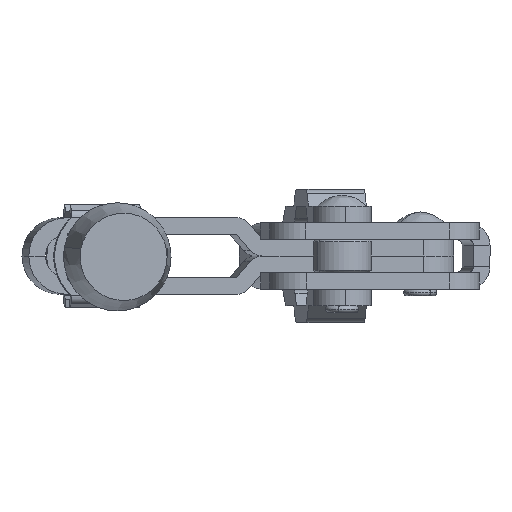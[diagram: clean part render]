
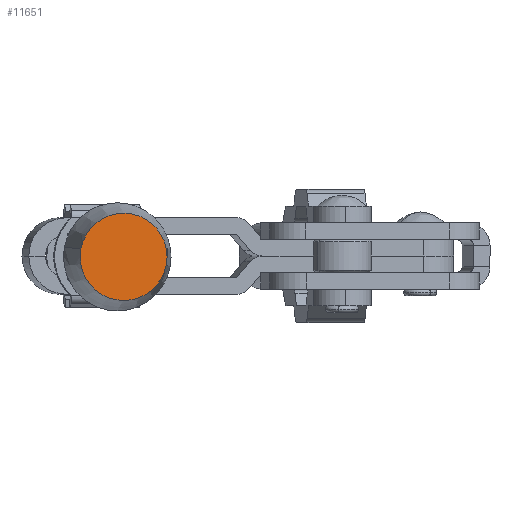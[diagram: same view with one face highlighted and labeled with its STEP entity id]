
A CAD part, front view. The second image highlights one B-rep face of the part: STEP entity #11651.
In plain terms, the highlighted face is planar.
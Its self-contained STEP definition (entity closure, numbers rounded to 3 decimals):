
#2115 = CARTESIAN_POINT ( 'NONE',  ( 0., 0., 7. ) ) ;
#2433 = VERTEX_POINT ( 'NONE', #5761 ) ;
#4522 = DIRECTION ( 'NONE',  ( 1., 0., 0. ) ) ;
#5271 = ORIENTED_EDGE ( 'NONE', *, *, #25366, .T. ) ;
#5657 = AXIS2_PLACEMENT_3D ( 'NONE', #2115, #18691, #4522 ) ;
#5761 = CARTESIAN_POINT ( 'NONE',  ( 5.25, 0., 7. ) ) ;
#7580 = CARTESIAN_POINT ( 'NONE',  ( 0., 0., 7. ) ) ;
#9206 = DIRECTION ( 'NONE',  ( 0., 0., 1. ) ) ;
#11651 = ADVANCED_FACE ( 'NONE', ( #27187 ), #21806, .T. ) ;
#12334 = DIRECTION ( 'NONE',  ( 1., 0., 0. ) ) ;
#13462 = AXIS2_PLACEMENT_3D ( 'NONE', #23469, #9206, #25844 ) ;
#14981 = EDGE_CURVE ( 'NONE', #24140, #2433, #21090, .T. ) ;
#18691 = DIRECTION ( 'NONE',  ( 0., 0., 1. ) ) ;
#19914 = CARTESIAN_POINT ( 'NONE',  ( -5.25, 0., 7. ) ) ;
#21090 = CIRCLE ( 'NONE', #5657, 5.25 ) ;
#21497 = EDGE_LOOP ( 'NONE', ( #29491, #5271 ) ) ;
#21806 = PLANE ( 'NONE',  #26901 ) ;
#22596 = CIRCLE ( 'NONE', #13462, 5.25 ) ;
#23469 = CARTESIAN_POINT ( 'NONE',  ( 0., 0., 7. ) ) ;
#24140 = VERTEX_POINT ( 'NONE', #19914 ) ;
#25366 = EDGE_CURVE ( 'NONE', #2433, #24140, #22596, .T. ) ;
#25844 = DIRECTION ( 'NONE',  ( 1., 0., 0. ) ) ;
#26590 = DIRECTION ( 'NONE',  ( 0., 0., 1. ) ) ;
#26901 = AXIS2_PLACEMENT_3D ( 'NONE', #7580, #26590, #12334 ) ;
#27187 = FACE_OUTER_BOUND ( 'NONE', #21497, .T. ) ;
#29491 = ORIENTED_EDGE ( 'NONE', *, *, #14981, .T. ) ;
